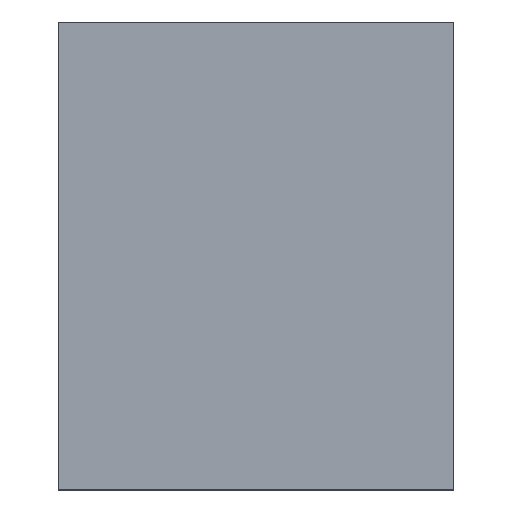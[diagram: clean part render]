
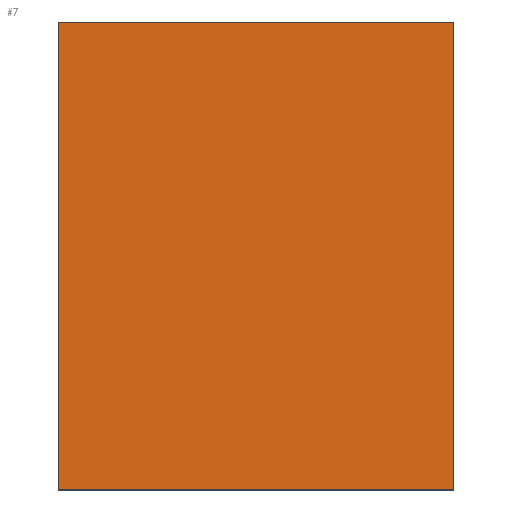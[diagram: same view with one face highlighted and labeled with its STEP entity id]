
A CAD part, top view. The second image highlights one B-rep face of the part: STEP entity #7.
In plain terms, the highlighted planar face has unit normal (0, 0, 1).
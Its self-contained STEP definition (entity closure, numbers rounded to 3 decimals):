
#7 = ADVANCED_FACE ( 'NONE', ( #109 ), #230, .T. ) ;
#12 = DIRECTION ( 'NONE',  ( 0., -1., 0. ) ) ;
#22 = VERTEX_POINT ( 'NONE', #66 ) ;
#41 = AXIS2_PLACEMENT_3D ( 'NONE', #87, #225, #105 ) ;
#55 = ORIENTED_EDGE ( 'NONE', *, *, #100, .T. ) ;
#65 = VERTEX_POINT ( 'NONE', #186 ) ;
#66 = CARTESIAN_POINT ( 'NONE',  ( 33., -39., 0.25 ) ) ;
#70 = EDGE_CURVE ( 'NONE', #22, #65, #146, .T. ) ;
#73 = VECTOR ( 'NONE', #88, 1000. ) ;
#79 = ORIENTED_EDGE ( 'NONE', *, *, #70, .T. ) ;
#86 = DIRECTION ( 'NONE',  ( 1., 0., 0. ) ) ;
#87 = CARTESIAN_POINT ( 'NONE',  ( 0., 0., 0.25 ) ) ;
#88 = DIRECTION ( 'NONE',  ( 0., 1., 0. ) ) ;
#92 = VECTOR ( 'NONE', #86, 1000. ) ;
#97 = CARTESIAN_POINT ( 'NONE',  ( -33., 39., 0.25 ) ) ;
#100 = EDGE_CURVE ( 'NONE', #208, #22, #236, .T. ) ;
#104 = LINE ( 'NONE', #184, #116 ) ;
#105 = DIRECTION ( 'NONE',  ( 1., 0., 0. ) ) ;
#109 = FACE_OUTER_BOUND ( 'NONE', #218, .T. ) ;
#112 = CARTESIAN_POINT ( 'NONE',  ( -33., -39., 0.25 ) ) ;
#116 = VECTOR ( 'NONE', #12, 1000. ) ;
#121 = CARTESIAN_POINT ( 'NONE',  ( 33., 39., 0.25 ) ) ;
#135 = LINE ( 'NONE', #97, #161 ) ;
#142 = EDGE_CURVE ( 'NONE', #65, #215, #135, .T. ) ;
#144 = DIRECTION ( 'NONE',  ( -1., 0., 0. ) ) ;
#146 = LINE ( 'NONE', #121, #73 ) ;
#161 = VECTOR ( 'NONE', #144, 1000. ) ;
#162 = CARTESIAN_POINT ( 'NONE',  ( -33., 39., 0.25 ) ) ;
#167 = ORIENTED_EDGE ( 'NONE', *, *, #185, .T. ) ;
#184 = CARTESIAN_POINT ( 'NONE',  ( -33., 39., 0.25 ) ) ;
#185 = EDGE_CURVE ( 'NONE', #215, #208, #104, .T. ) ;
#186 = CARTESIAN_POINT ( 'NONE',  ( 33., 39., 0.25 ) ) ;
#189 = CARTESIAN_POINT ( 'NONE',  ( -33., -39., 0.25 ) ) ;
#208 = VERTEX_POINT ( 'NONE', #112 ) ;
#215 = VERTEX_POINT ( 'NONE', #162 ) ;
#218 = EDGE_LOOP ( 'NONE', ( #79, #220, #167, #55 ) ) ;
#220 = ORIENTED_EDGE ( 'NONE', *, *, #142, .T. ) ;
#225 = DIRECTION ( 'NONE',  ( 0., 0., 1. ) ) ;
#230 = PLANE ( 'NONE',  #41 ) ;
#236 = LINE ( 'NONE', #189, #92 ) ;
